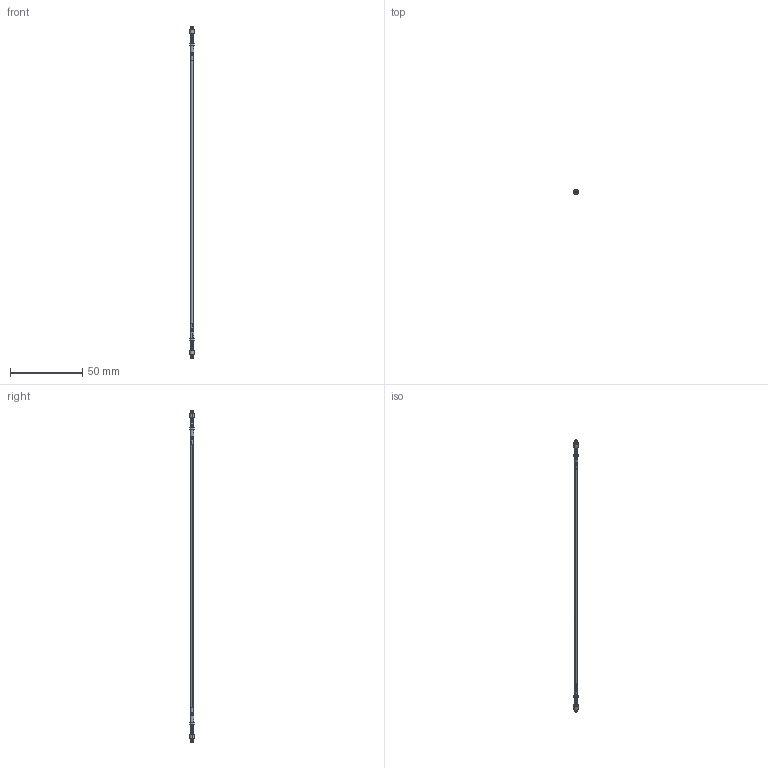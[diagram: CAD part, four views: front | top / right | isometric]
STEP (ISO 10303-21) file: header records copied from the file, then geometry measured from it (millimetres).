
FILE_DESCRIPTION (( 'STEP AP214' ), '1' );
FILE_NAME ('FMCA100377_3D.step', '2025-08-08T16:27:54', ( '' ), ( '' ), 'SwSTEP 2.0', 'SolidWorks 2022', '' );
FILE_SCHEMA (( 'AUTOMOTIVE_DESIGN' ));
Length unit declared in the file: inch
Products named in the file (8): SMPS Female VITA 67.3 Backplane Contact for .047 Cable(002-SD3H0N-NS)2.stp; FMCN49829; FMCA100377_3D; FM-P047HF; CA-PE-P047_2_Heatshrink_LONG; SMPS Female VITA 67.3 Backplane Contact for .047 Cable(002-SD3H0N-NS)1.stp; SMPS Female VITA 67.3 Backplane Contact for .047 Cable(002-SD3H0N-NS)3.stp; SMPS Female VITA 67.3 Backplane Contact for .047 Cable(002-SD3H0N-NS).stp
Assembly tree (9 placements, depth 4):
  FMCA100377_3D
    FM-P047HF
    CA-PE-P047_2_Heatshrink_LONG  x2
    FMCN49829  x2
      SMPS Female VITA 67.3 Backplane Contact for .047 Cable(002-SD3H0N-NS).stp
        SMPS Female VITA 67.3 Backplane Contact for .047 Cable(002-SD3H0N-NS)1.stp
        SMPS Female VITA 67.3 Backplane Contact for .047 Cable(002-SD3H0N-NS)2.stp
        SMPS Female VITA 67.3 Backplane Contact for .047 Cable(002-SD3H0N-NS)3.stp
Bounding box: 3.3 x 3.3 x 230.22 mm (x, y, z)
Volume: 506.7 mm3; surface area: 1774.4 mm2
Topology: 9 solids, 11 shells, 364 faces, 904 edges, 580 vertices
Faces by surface type: plane 118, cylinder 112, cone 62, torus 52, bspline 20
Entity records: 10575 total; most frequent: CARTESIAN_POINT 5507, DIRECTION 925, ORIENTED_EDGE 910, EDGE_CURVE 455, AXIS2_PLACEMENT_3D 382, VERTEX_POINT 292, EDGE_LOOP 195, CIRCLE 194
